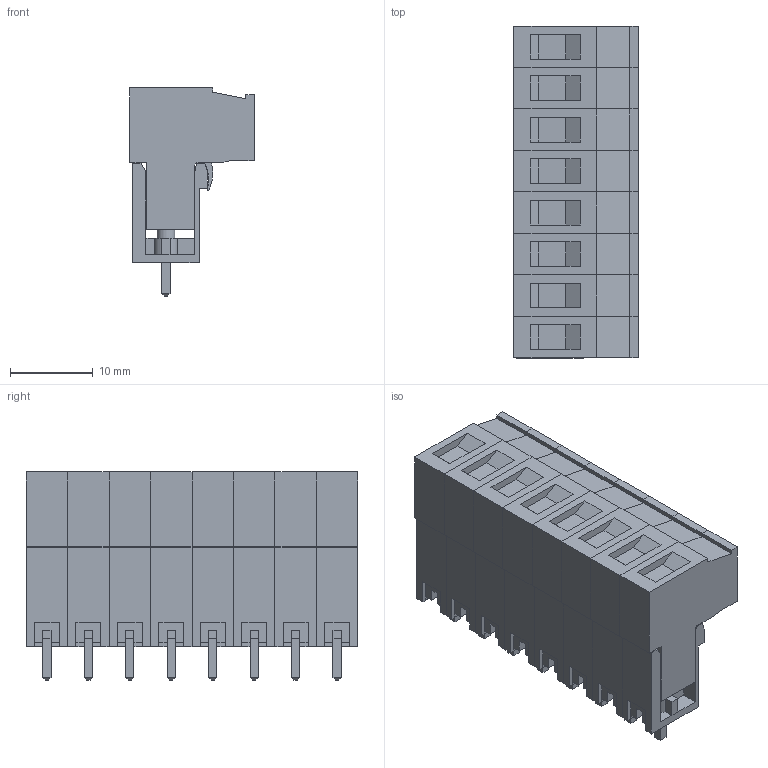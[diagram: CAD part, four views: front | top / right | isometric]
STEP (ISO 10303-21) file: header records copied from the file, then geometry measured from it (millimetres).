
FILE_DESCRIPTION(('FreeCAD Model'),'2;1');
FILE_NAME('AK_H_8.stp', '2017-10-01T12:00:19',('Author'),(''), 'Open CASCADE STEP processor 6.8','FreeCAD','Unknown');
FILE_SCHEMA(('AUTOMOTIVE_DESIGN_CC2 { 1 2 10303 214 -1 1 5 4 }'));
Length unit declared in the file: millimetre
Products named in the file (5): ASSEMBLY; Array003; Array002; Array001; Array
Assembly tree (4 placements, depth 2):
  ASSEMBLY
    Array003
    Array002
    Array001
    Array
Bounding box: 15 x 40 x 25.1 mm (x, y, z)
Volume: 8313.1 mm3; surface area: 9824.2 mm2
Topology: 31 solids, 31 shells, 890 faces, 2212 edges, 1400 vertices
Faces by surface type: plane 821, cylinder 62, bspline 7
Full cylindrical faces by diameter (mm): 2.13 x8, 4 x8
Entity records: 59193 total; most frequent: CARTESIAN_POINT 14279, DIRECTION 8118, LINE 5966, VECTOR 5966, ORIENTED_EDGE 4488, PCURVE 4424, DEFINITIONAL_REPRESENTATION 4424, EDGE_CURVE 2212
